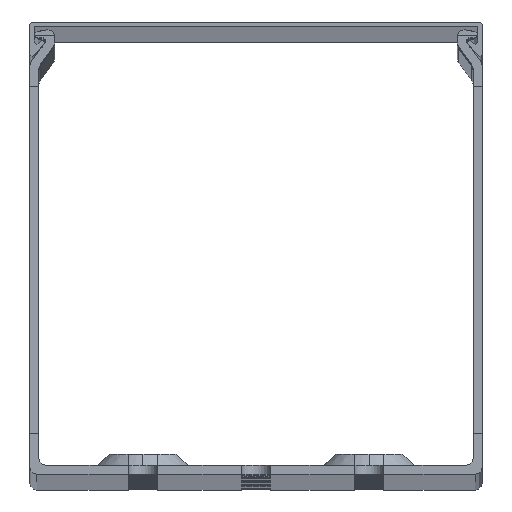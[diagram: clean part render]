
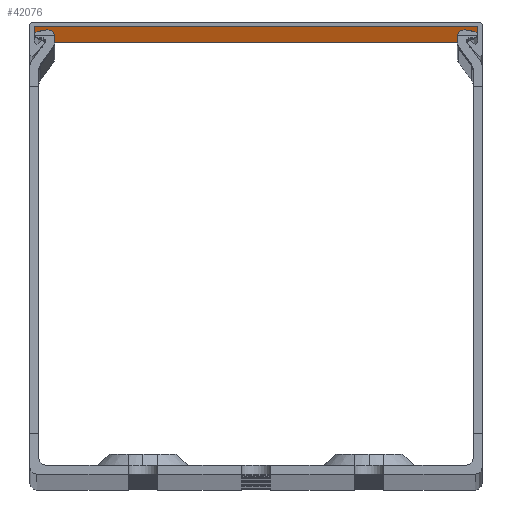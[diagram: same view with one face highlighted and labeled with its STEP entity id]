
A CAD part, top view. The second image highlights one B-rep face of the part: STEP entity #42076.
In plain terms, the highlighted planar face has unit normal (0, -1, 0).
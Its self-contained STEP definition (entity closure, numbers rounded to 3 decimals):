
#340 = LINE ( 'NONE', #45954, #43792 ) ;
#549 = PLANE ( 'NONE',  #16549 ) ;
#1982 = VERTEX_POINT ( 'NONE', #10572 ) ;
#2876 = DIRECTION ( 'NONE',  ( 0., 0., -1. ) ) ;
#3540 = DIRECTION ( 'NONE',  ( 0., 1., 0. ) ) ;
#4351 = DIRECTION ( 'NONE',  ( 0., 0., 1. ) ) ;
#6559 = LINE ( 'NONE', #44320, #20232 ) ;
#6668 = LINE ( 'NONE', #10981, #7732 ) ;
#7732 = VECTOR ( 'NONE', #2876, 1000. ) ;
#7812 = VERTEX_POINT ( 'NONE', #43148 ) ;
#9995 = ORIENTED_EDGE ( 'NONE', *, *, #38506, .F. ) ;
#10523 = VERTEX_POINT ( 'NONE', #29252 ) ;
#10572 = CARTESIAN_POINT ( 'NONE',  ( -49., 99., 1000. ) ) ;
#10981 = CARTESIAN_POINT ( 'NONE',  ( 49., 99., 1100.352 ) ) ;
#11687 = EDGE_LOOP ( 'NONE', ( #9995, #22990, #35260, #48092 ) ) ;
#15724 = DIRECTION ( 'NONE',  ( 1., 0., 0. ) ) ;
#16549 = AXIS2_PLACEMENT_3D ( 'NONE', #40505, #3540, #4351 ) ;
#18962 = EDGE_CURVE ( 'NONE', #1982, #7812, #340, .T. ) ;
#19997 = FACE_OUTER_BOUND ( 'NONE', #11687, .T. ) ;
#20232 = VECTOR ( 'NONE', #15724, 1000. ) ;
#20741 = VERTEX_POINT ( 'NONE', #26987 ) ;
#22990 = ORIENTED_EDGE ( 'NONE', *, *, #52375, .T. ) ;
#26035 = EDGE_CURVE ( 'NONE', #7812, #10523, #6559, .T. ) ;
#26987 = CARTESIAN_POINT ( 'NONE',  ( 49., 99., 1000. ) ) ;
#27087 = DIRECTION ( 'NONE',  ( -1., 0., 0. ) ) ;
#29252 = CARTESIAN_POINT ( 'NONE',  ( 49., 99., -1000. ) ) ;
#32188 = LINE ( 'NONE', #48387, #47888 ) ;
#34350 = DIRECTION ( 'NONE',  ( 0., 0., -1. ) ) ;
#35260 = ORIENTED_EDGE ( 'NONE', *, *, #18962, .T. ) ;
#38506 = EDGE_CURVE ( 'NONE', #20741, #10523, #6668, .T. ) ;
#40505 = CARTESIAN_POINT ( 'NONE',  ( -49., 99., 1100.352 ) ) ;
#42076 = ADVANCED_FACE ( 'NONE', ( #19997 ), #549, .F. ) ;
#43148 = CARTESIAN_POINT ( 'NONE',  ( -49., 99., -1000. ) ) ;
#43792 = VECTOR ( 'NONE', #34350, 1000. ) ;
#44320 = CARTESIAN_POINT ( 'NONE',  ( -49., 99., -1000. ) ) ;
#45954 = CARTESIAN_POINT ( 'NONE',  ( -49., 99., 1100.352 ) ) ;
#47888 = VECTOR ( 'NONE', #27087, 1000. ) ;
#48092 = ORIENTED_EDGE ( 'NONE', *, *, #26035, .T. ) ;
#48387 = CARTESIAN_POINT ( 'NONE',  ( -49., 99., 1000. ) ) ;
#52375 = EDGE_CURVE ( 'NONE', #20741, #1982, #32188, .T. ) ;
